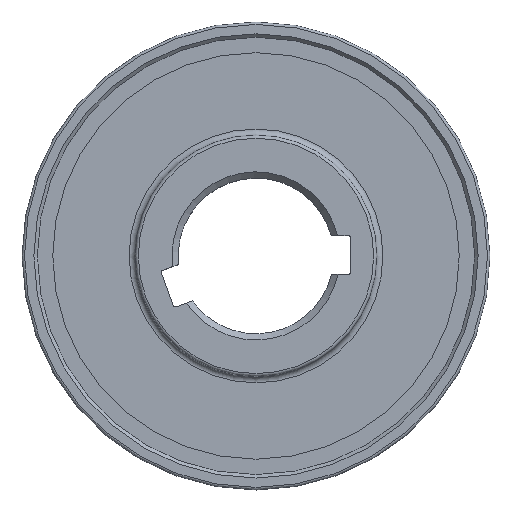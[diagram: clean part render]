
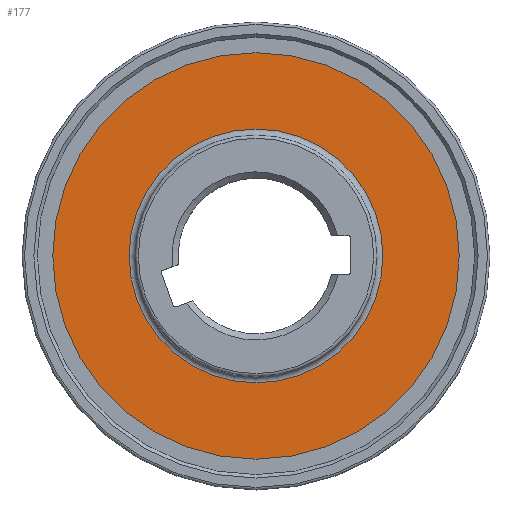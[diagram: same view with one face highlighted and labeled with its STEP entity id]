
A CAD part, top view. The second image highlights one B-rep face of the part: STEP entity #177.
In plain terms, the highlighted planar face has unit normal (0, 0, 1).
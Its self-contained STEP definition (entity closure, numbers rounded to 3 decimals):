
#49=PLANE('',#654);
#77=FACE_BOUND('',#246,.T.);
#78=FACE_BOUND('',#247,.T.);
#177=ADVANCED_FACE('',(#77,#78),#49,.F.);
#246=EDGE_LOOP('',(#336));
#247=EDGE_LOOP('',(#337));
#336=ORIENTED_EDGE('',*,*,#520,.F.);
#337=ORIENTED_EDGE('',*,*,#519,.T.);
#462=VERTEX_POINT('',#996);
#463=VERTEX_POINT('',#999);
#519=EDGE_CURVE('',#462,#462,#577,.T.);
#520=EDGE_CURVE('',#463,#463,#578,.T.);
#577=CIRCLE('',#651,35.779);
#578=CIRCLE('',#653,20.667);
#651=AXIS2_PLACEMENT_3D('',#995,#770,#771);
#653=AXIS2_PLACEMENT_3D('',#998,#774,#775);
#654=AXIS2_PLACEMENT_3D('',#1000,#776,#777);
#770=DIRECTION('',(0.,0.,1.));
#771=DIRECTION('',(1.,0.,0.));
#774=DIRECTION('',(0.,0.,1.));
#775=DIRECTION('',(1.,0.,0.));
#776=DIRECTION('',(0.,0.,-1.));
#777=DIRECTION('',(1.,0.,0.));
#995=CARTESIAN_POINT('',(0.,0.,-2.302));
#996=CARTESIAN_POINT('',(35.779,0.,-2.302));
#998=CARTESIAN_POINT('',(0.,0.,-2.302));
#999=CARTESIAN_POINT('',(20.667,0.,-2.302));
#1000=CARTESIAN_POINT('',(0.,35.779,-2.302));
